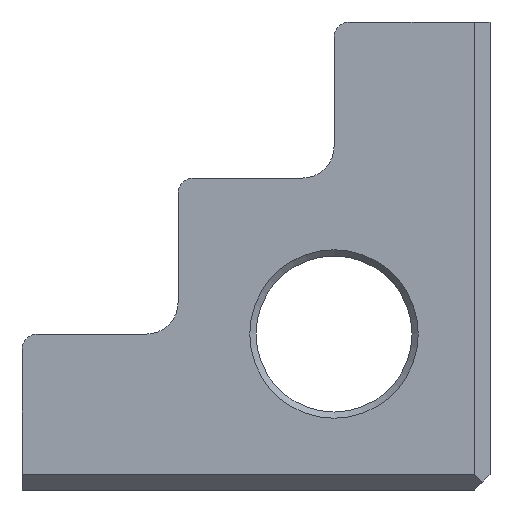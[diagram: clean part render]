
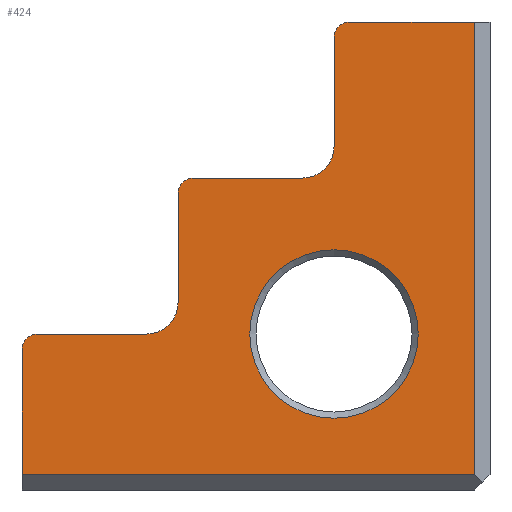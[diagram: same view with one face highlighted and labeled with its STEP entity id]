
A CAD part, front view. The second image highlights one B-rep face of the part: STEP entity #424.
In plain terms, the highlighted planar face has unit normal (0, -1, 0).
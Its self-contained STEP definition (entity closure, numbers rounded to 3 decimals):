
#23=FACE_BOUND('',#68,.T.);
#25=CIRCLE('',#462,5.);
#26=CIRCLE('',#463,10.);
#27=CIRCLE('',#464,5.);
#28=CIRCLE('',#465,10.);
#29=CIRCLE('',#466,5.);
#30=CIRCLE('',#467,27.);
#44=FACE_OUTER_BOUND('',#67,.T.);
#67=EDGE_LOOP('',(#308,#309,#310,#311,#312,#313,#314,#315,#316,#317,#318,
#319,#320));
#68=EDGE_LOOP('',(#321));
#94=LINE('',#634,#141);
#104=LINE('',#653,#151);
#105=LINE('',#656,#152);
#106=LINE('',#658,#153);
#107=LINE('',#662,#154);
#108=LINE('',#666,#155);
#109=LINE('',#670,#156);
#110=LINE('',#674,#157);
#141=VECTOR('',#506,10.);
#151=VECTOR('',#522,10.);
#152=VECTOR('',#525,10.);
#153=VECTOR('',#526,10.);
#154=VECTOR('',#529,10.);
#155=VECTOR('',#532,10.);
#156=VECTOR('',#535,10.);
#157=VECTOR('',#538,10.);
#187=VERTEX_POINT('',#631);
#188=VERTEX_POINT('',#633);
#194=VERTEX_POINT('',#651);
#195=VERTEX_POINT('',#655);
#196=VERTEX_POINT('',#657);
#197=VERTEX_POINT('',#659);
#198=VERTEX_POINT('',#661);
#199=VERTEX_POINT('',#663);
#200=VERTEX_POINT('',#665);
#201=VERTEX_POINT('',#667);
#202=VERTEX_POINT('',#669);
#203=VERTEX_POINT('',#671);
#204=VERTEX_POINT('',#673);
#205=VERTEX_POINT('',#676);
#228=EDGE_CURVE('',#187,#188,#94,.T.);
#238=EDGE_CURVE('',#194,#187,#104,.T.);
#239=EDGE_CURVE('',#195,#194,#105,.T.);
#240=EDGE_CURVE('',#196,#195,#106,.T.);
#241=EDGE_CURVE('',#197,#196,#25,.T.);
#242=EDGE_CURVE('',#198,#197,#107,.T.);
#243=EDGE_CURVE('',#198,#199,#26,.T.);
#244=EDGE_CURVE('',#200,#199,#108,.T.);
#245=EDGE_CURVE('',#201,#200,#27,.T.);
#246=EDGE_CURVE('',#202,#201,#109,.T.);
#247=EDGE_CURVE('',#202,#203,#28,.T.);
#248=EDGE_CURVE('',#204,#203,#110,.T.);
#249=EDGE_CURVE('',#188,#204,#29,.T.);
#250=EDGE_CURVE('',#205,#205,#30,.T.);
#308=ORIENTED_EDGE('',*,*,#238,.F.);
#309=ORIENTED_EDGE('',*,*,#239,.F.);
#310=ORIENTED_EDGE('',*,*,#240,.F.);
#311=ORIENTED_EDGE('',*,*,#241,.F.);
#312=ORIENTED_EDGE('',*,*,#242,.F.);
#313=ORIENTED_EDGE('',*,*,#243,.T.);
#314=ORIENTED_EDGE('',*,*,#244,.F.);
#315=ORIENTED_EDGE('',*,*,#245,.F.);
#316=ORIENTED_EDGE('',*,*,#246,.F.);
#317=ORIENTED_EDGE('',*,*,#247,.T.);
#318=ORIENTED_EDGE('',*,*,#248,.F.);
#319=ORIENTED_EDGE('',*,*,#249,.F.);
#320=ORIENTED_EDGE('',*,*,#228,.F.);
#321=ORIENTED_EDGE('',*,*,#250,.F.);
#409=PLANE('',#461);
#424=ADVANCED_FACE('',(#44,#23),#409,.F.);
#461=AXIS2_PLACEMENT_3D('',#654,#523,#524);
#462=AXIS2_PLACEMENT_3D('',#660,#527,#528);
#463=AXIS2_PLACEMENT_3D('',#664,#530,#531);
#464=AXIS2_PLACEMENT_3D('',#668,#533,#534);
#465=AXIS2_PLACEMENT_3D('',#672,#536,#537);
#466=AXIS2_PLACEMENT_3D('',#675,#539,#540);
#467=AXIS2_PLACEMENT_3D('',#677,#541,#542);
#506=DIRECTION('',(0.,0.,1.));
#522=DIRECTION('',(-1.,0.,0.));
#523=DIRECTION('center_axis',(0.,1.,0.));
#524=DIRECTION('ref_axis',(1.,0.,0.));
#525=DIRECTION('',(0.,0.,-1.));
#526=DIRECTION('',(1.,0.,0.));
#527=DIRECTION('center_axis',(0.,1.,0.));
#528=DIRECTION('ref_axis',(-1.,0.,0.));
#529=DIRECTION('',(0.,0.,1.));
#530=DIRECTION('center_axis',(0.,1.,0.));
#531=DIRECTION('ref_axis',(1.,0.,0.));
#532=DIRECTION('',(1.,0.,0.));
#533=DIRECTION('center_axis',(0.,1.,0.));
#534=DIRECTION('ref_axis',(-1.,0.,0.));
#535=DIRECTION('',(0.,0.,1.));
#536=DIRECTION('center_axis',(0.,1.,0.));
#537=DIRECTION('ref_axis',(1.,0.,0.));
#538=DIRECTION('',(1.,0.,0.));
#539=DIRECTION('center_axis',(0.,1.,0.));
#540=DIRECTION('ref_axis',(-1.,0.,0.));
#541=DIRECTION('center_axis',(0.,-1.,0.));
#542=DIRECTION('ref_axis',(1.,0.,0.));
#631=CARTESIAN_POINT('',(0.,0.,5.));
#633=CARTESIAN_POINT('',(0.,0.,45.));
#634=CARTESIAN_POINT('',(0.,0.,0.));
#651=CARTESIAN_POINT('',(145.,0.,5.));
#653=CARTESIAN_POINT('',(112.5,0.,5.));
#654=CARTESIAN_POINT('Origin',(75.,0.,75.));
#655=CARTESIAN_POINT('',(145.,0.,150.));
#656=CARTESIAN_POINT('',(145.,0.,112.5));
#657=CARTESIAN_POINT('',(105.,0.,150.));
#658=CARTESIAN_POINT('',(105.,0.,150.));
#659=CARTESIAN_POINT('',(100.,0.,145.));
#660=CARTESIAN_POINT('Origin',(105.,0.,145.));
#661=CARTESIAN_POINT('',(100.,0.,110.));
#662=CARTESIAN_POINT('',(100.,0.,110.));
#663=CARTESIAN_POINT('',(90.,0.,100.));
#664=CARTESIAN_POINT('Origin',(90.,0.,110.));
#665=CARTESIAN_POINT('',(55.,0.,100.));
#666=CARTESIAN_POINT('',(55.,0.,100.));
#667=CARTESIAN_POINT('',(50.,0.,95.));
#668=CARTESIAN_POINT('Origin',(55.,0.,95.));
#669=CARTESIAN_POINT('',(50.,0.,60.));
#670=CARTESIAN_POINT('',(50.,0.,60.));
#671=CARTESIAN_POINT('',(40.,0.,50.));
#672=CARTESIAN_POINT('Origin',(40.,0.,60.));
#673=CARTESIAN_POINT('',(5.,0.,50.));
#674=CARTESIAN_POINT('',(5.,0.,50.));
#675=CARTESIAN_POINT('Origin',(5.,0.,45.));
#676=CARTESIAN_POINT('',(73.,0.,50.));
#677=CARTESIAN_POINT('Origin',(100.,0.,50.));
